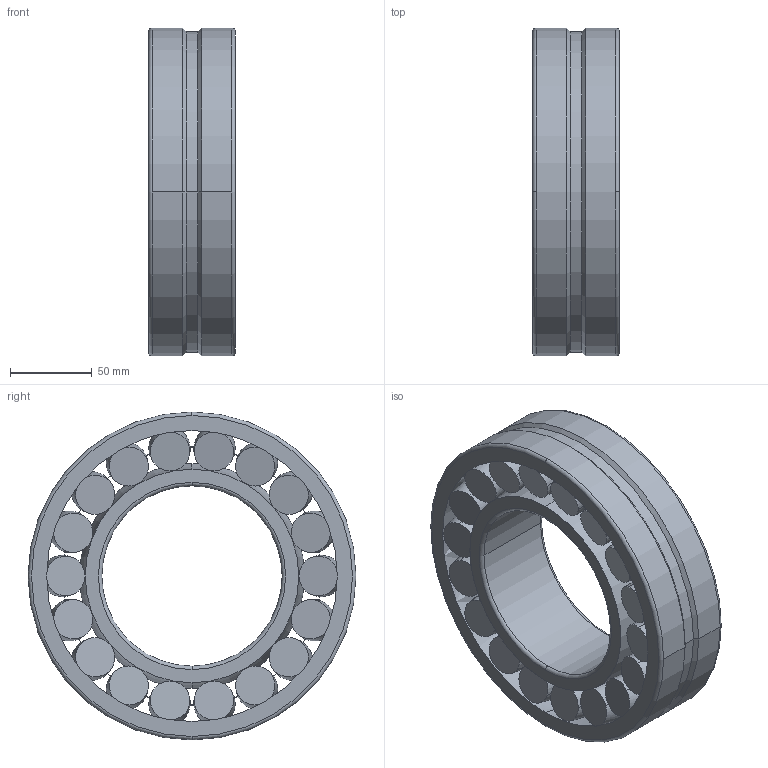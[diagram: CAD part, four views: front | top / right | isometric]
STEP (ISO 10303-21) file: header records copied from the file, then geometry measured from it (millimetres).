
FILE_DESCRIPTION(('STEP AP242'),'1');
FILE_NAME('snr_22222eaw33_2.stp','2024-09-17T06:09:51',('TraceParts'),('TraceParts S.A.'),'Spatial InterOp 3D',' ',' ');
FILE_SCHEMA(('AP242_MANAGED_MODEL_BASED_3D_ENGINEERING_MIM_LF {1 0 10303 442 1 1 4}'));
Length unit declared in the file: millimetre
Products named in the file (1): snr_22222eaw33_2_1
Bounding box: 53 x 200 x 200 mm (x, y, z)
Volume: 852208 mm3; surface area: 215831.1 mm2
Topology: 4 solids, 4 shells, 262 faces, 696 edges, 505 vertices
Faces by surface type: torus 168, plane 76, cylinder 12, cone 4, sphere 2
Entity records: 12890 total; most frequent: CARTESIAN_POINT 6182, DIRECTION 1463, ORIENTED_EDGE 1384, AXIS2_PLACEMENT_3D 724, EDGE_CURVE 692, VERTEX_POINT 505, CIRCLE 458, EDGE_LOOP 339
